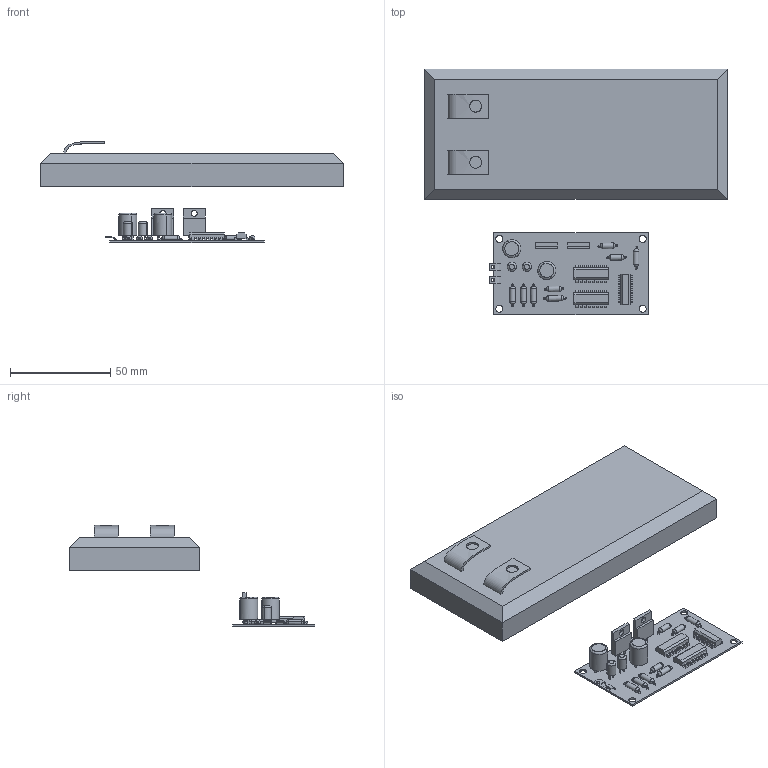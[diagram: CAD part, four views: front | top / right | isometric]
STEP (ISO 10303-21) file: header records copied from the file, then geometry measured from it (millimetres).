
FILE_DESCRIPTION(/* description */ (''),/* implementation_level */ '2;1');
FILE_NAME(/* name */ 'Buoy - Circuit buoy',/* time_stamp */ '2013-03-12T23:14:29+00:00',/* author */ (''),/* organization */ (''),/* preprocessor_version */ 'ST-DEVELOPER v10',/* originating_system */ '',/* authorisation */ '');
FILE_SCHEMA (('CONFIG_CONTROL_DESIGN'));
Length unit declared in the file: millimetre
Products named in the file (1): 1
Bounding box: 151 x 122.5 x 50.46 mm (x, y, z)
Volume: 163331.3 mm3; surface area: 37884.7 mm2
Topology: 73 solids, 77 shells, 495 faces, 1015 edges, 666 vertices
Faces by surface type: bspline 495
Entity records: 18918 total; most frequent: CARTESIAN_POINT 12513, ORIENTED_EDGE 1998, EDGE_CURVE 1015, VERTEX_POINT 666, B_SPLINE_CURVE_WITH_KNOTS 627, EDGE_LOOP 515, ADVANCED_FACE 495, FACE_OUTER_BOUND 495
